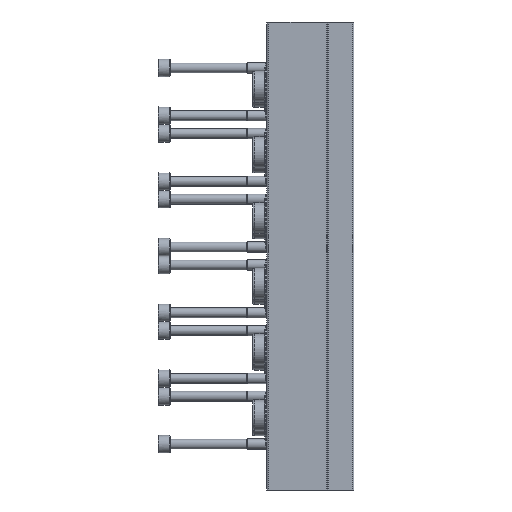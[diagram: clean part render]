
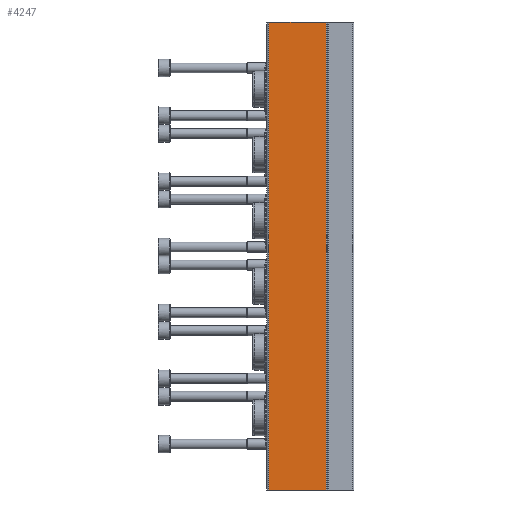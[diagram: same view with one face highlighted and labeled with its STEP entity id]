
A CAD part, left-side view. The second image highlights one B-rep face of the part: STEP entity #4247.
In plain terms, the highlighted planar face has unit normal (-1, 0, 0).
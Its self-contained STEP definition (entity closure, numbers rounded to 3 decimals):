
#189=PLANE('',#4577);
#302=LINE('',#6789,#582);
#303=LINE('',#6791,#583);
#304=LINE('',#6793,#584);
#305=LINE('',#6795,#585);
#582=VECTOR('',#5143,1000.);
#583=VECTOR('',#5146,1000.);
#584=VECTOR('',#5147,1000.);
#585=VECTOR('',#5148,1000.);
#1140=ORIENTED_EDGE('',*,*,#2266,.F.);
#1141=ORIENTED_EDGE('',*,*,#2265,.F.);
#1142=ORIENTED_EDGE('',*,*,#2267,.T.);
#1143=ORIENTED_EDGE('',*,*,#2268,.T.);
#2265=EDGE_CURVE('',#2828,#2826,#302,.T.);
#2266=EDGE_CURVE('',#2826,#2829,#303,.T.);
#2267=EDGE_CURVE('',#2828,#2830,#304,.T.);
#2268=EDGE_CURVE('',#2830,#2829,#305,.T.);
#2826=VERTEX_POINT('',#6784);
#2828=VERTEX_POINT('',#6788);
#2829=VERTEX_POINT('',#6792);
#2830=VERTEX_POINT('',#6794);
#3280=EDGE_LOOP('',(#1140,#1141,#1142,#1143));
#3714=FACE_BOUND('',#3280,.T.);
#4247=ADVANCED_FACE('',(#3714),#189,.T.);
#4577=AXIS2_PLACEMENT_3D('',#6790,#5144,#5145);
#5143=DIRECTION('',(0.,0.,1.));
#5144=DIRECTION('',(-1.,0.,0.));
#5145=DIRECTION('',(0.,0.,1.));
#5146=DIRECTION('',(0.,-1.,0.));
#5147=DIRECTION('',(0.,-1.,0.));
#5148=DIRECTION('',(0.,0.,1.));
#6784=CARTESIAN_POINT('',(-47.,41.5,0.));
#6788=CARTESIAN_POINT('',(-47.,41.5,-228.));
#6789=CARTESIAN_POINT('',(-47.,41.5,-228.));
#6790=CARTESIAN_POINT('',(-47.,41.5,-228.));
#6791=CARTESIAN_POINT('',(-47.,41.5,0.));
#6792=CARTESIAN_POINT('',(-47.,13.377,0.));
#6793=CARTESIAN_POINT('',(-47.,41.5,-228.));
#6794=CARTESIAN_POINT('',(-47.,13.377,-228.));
#6795=CARTESIAN_POINT('',(-47.,13.377,-228.));
